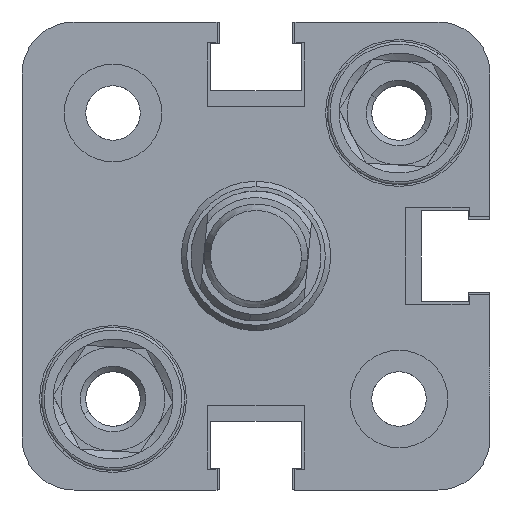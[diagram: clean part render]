
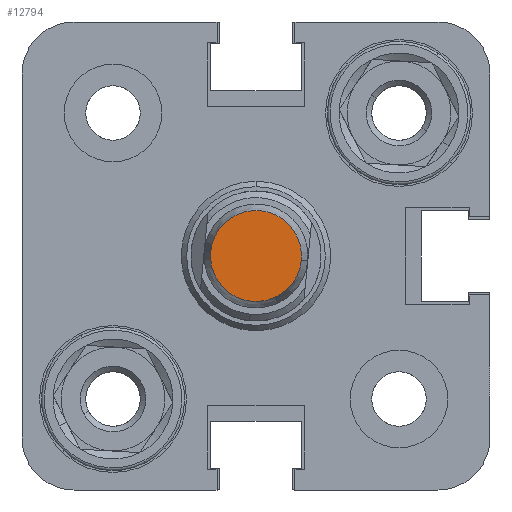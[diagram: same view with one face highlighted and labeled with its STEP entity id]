
A CAD part, left-side view. The second image highlights one B-rep face of the part: STEP entity #12794.
In plain terms, the highlighted face is planar.
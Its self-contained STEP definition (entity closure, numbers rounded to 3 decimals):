
#617 = CIRCLE ( 'NONE', #9968, 3.5 ) ;
#2326 = ORIENTED_EDGE ( 'NONE', *, *, #15856, .T. ) ;
#2488 = DIRECTION ( 'NONE',  ( 1., 0., 0. ) ) ;
#2931 = CIRCLE ( 'NONE', #7204, 3.5 ) ;
#4632 = PLANE ( 'NONE',  #4638 ) ;
#4638 = AXIS2_PLACEMENT_3D ( 'NONE', #14870, #13776, #8489 ) ;
#6248 = DIRECTION ( 'NONE',  ( 0., 0., 1. ) ) ;
#7204 = AXIS2_PLACEMENT_3D ( 'NONE', #13050, #2488, #6248 ) ;
#7516 = EDGE_LOOP ( 'NONE', ( #2326, #13082 ) ) ;
#8331 = CARTESIAN_POINT ( 'NONE',  ( 16., 0., 0. ) ) ;
#8489 = DIRECTION ( 'NONE',  ( 0., 0., 1. ) ) ;
#8646 = FACE_OUTER_BOUND ( 'NONE', #7516, .T. ) ;
#9148 = VERTEX_POINT ( 'NONE', #10246 ) ;
#9968 = AXIS2_PLACEMENT_3D ( 'NONE', #8331, #13129, #13305 ) ;
#10246 = CARTESIAN_POINT ( 'NONE',  ( 16., 0., -3.5 ) ) ;
#11296 = EDGE_CURVE ( 'NONE', #9148, #12814, #617, .T. ) ;
#12794 = ADVANCED_FACE ( 'NONE', ( #8646 ), #4632, .F. ) ;
#12814 = VERTEX_POINT ( 'NONE', #15115 ) ;
#13050 = CARTESIAN_POINT ( 'NONE',  ( 16., 0., 0. ) ) ;
#13082 = ORIENTED_EDGE ( 'NONE', *, *, #11296, .T. ) ;
#13129 = DIRECTION ( 'NONE',  ( 1., 0., 0. ) ) ;
#13305 = DIRECTION ( 'NONE',  ( 0., 0., 1. ) ) ;
#13776 = DIRECTION ( 'NONE',  ( -1., 0., 0. ) ) ;
#14870 = CARTESIAN_POINT ( 'NONE',  ( 16., 0., 0. ) ) ;
#15115 = CARTESIAN_POINT ( 'NONE',  ( 16., 0., 3.5 ) ) ;
#15856 = EDGE_CURVE ( 'NONE', #12814, #9148, #2931, .T. ) ;
